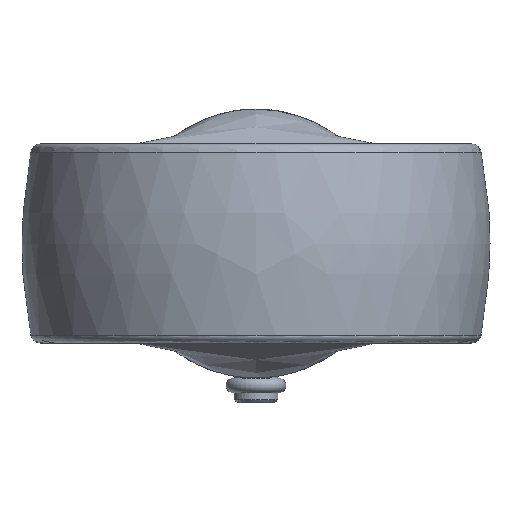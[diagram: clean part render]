
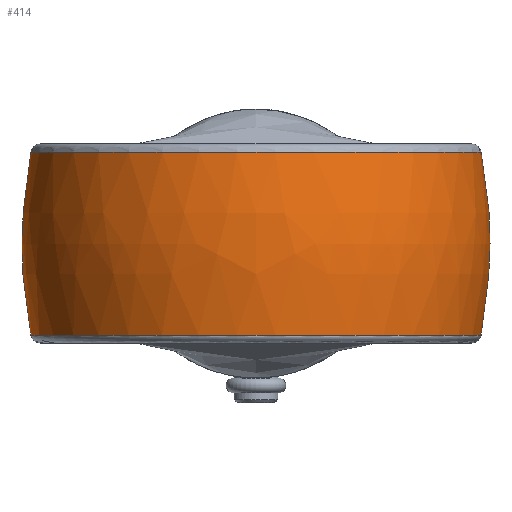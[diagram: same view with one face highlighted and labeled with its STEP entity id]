
A CAD part, left-side view. The second image highlights one B-rep face of the part: STEP entity #414.
In plain terms, the highlighted free-form (B-spline) face has degree [3, 3] with [4, 7] control points.
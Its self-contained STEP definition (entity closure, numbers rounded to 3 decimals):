
#414 = ADVANCED_FACE( '', ( #844 ), #845, .T. );
#844 = FACE_OUTER_BOUND( '', #1443, .T. );
#845 = ( BOUNDED_SURFACE(  )B_SPLINE_SURFACE( 3, 3, ( ( #1446, #1447, #1448, #1449, #1450, #1451, #1452 ), ( #1453, #1454, #1455, #1456, #1457, #1458, #1459 ), ( #1460, #1461, #1462, #1463, #1464, #1465, #1466 ), ( #1467, #1468, #1469, #1470, #1471, #1472, #1473 ) ), .UNSPECIFIED., .F., .F., .F. )B_SPLINE_SURFACE_WITH_KNOTS( ( 4, 4 ), ( 4, 3, 4 ), ( 0.622, 5.661 ), ( -0.185, 0., 0.185 ), .UNSPECIFIED. )GEOMETRIC_REPRESENTATION_ITEM(  )RATIONAL_B_SPLINE_SURFACE( ( ( 1., 0.537, 0.537, 1., 0.537, 0.537, 1. ), ( 0.989, 0.531, 0.531, 0.989, 0.531, 0.531, 0.989 ), ( 0.989, 0.531, 0.531, 0.989, 0.531, 0.531, 0.989 ), ( 1., 0.537, 0.537, 1., 0.537, 0.537, 1. ) ) )REPRESENTATION_ITEM( '' )SURFACE(  ) );
#1443 = EDGE_LOOP( '', ( #2703, #2704, #2705, #2706 ) );
#1446 = CARTESIAN_POINT( '', ( 18.403, 13.204, 9.184 ) );
#1447 = CARTESIAN_POINT( '', ( 2.811, 34.934, 9.184 ) );
#1448 = CARTESIAN_POINT( '', ( -22.649, 26.745, 9.184 ) );
#1449 = CARTESIAN_POINT( '', ( -22.649, 0., 9.184 ) );
#1450 = CARTESIAN_POINT( '', ( -22.649, -26.745, 9.184 ) );
#1451 = CARTESIAN_POINT( '', ( 2.811, -34.934, 9.184 ) );
#1452 = CARTESIAN_POINT( '', ( 18.403, -13.204, 9.184 ) );
#1453 = CARTESIAN_POINT( '', ( 19.327, 13.867, 3.096 ) );
#1454 = CARTESIAN_POINT( '', ( 2.952, 36.688, 3.096 ) );
#1455 = CARTESIAN_POINT( '', ( -23.787, 28.088, 3.096 ) );
#1456 = CARTESIAN_POINT( '', ( -23.787, 0., 3.096 ) );
#1457 = CARTESIAN_POINT( '', ( -23.787, -28.088, 3.096 ) );
#1458 = CARTESIAN_POINT( '', ( 2.952, -36.688, 3.096 ) );
#1459 = CARTESIAN_POINT( '', ( 19.327, -13.867, 3.096 ) );
#1460 = CARTESIAN_POINT( '', ( 19.327, 13.867, -3.096 ) );
#1461 = CARTESIAN_POINT( '', ( 2.952, 36.688, -3.096 ) );
#1462 = CARTESIAN_POINT( '', ( -23.787, 28.088, -3.096 ) );
#1463 = CARTESIAN_POINT( '', ( -23.787, 0., -3.096 ) );
#1464 = CARTESIAN_POINT( '', ( -23.787, -28.088, -3.096 ) );
#1465 = CARTESIAN_POINT( '', ( 2.952, -36.688, -3.096 ) );
#1466 = CARTESIAN_POINT( '', ( 19.327, -13.867, -3.096 ) );
#1467 = CARTESIAN_POINT( '', ( 18.403, 13.204, -9.184 ) );
#1468 = CARTESIAN_POINT( '', ( 2.811, 34.934, -9.184 ) );
#1469 = CARTESIAN_POINT( '', ( -22.649, 26.745, -9.184 ) );
#1470 = CARTESIAN_POINT( '', ( -22.649, 0., -9.184 ) );
#1471 = CARTESIAN_POINT( '', ( -22.649, -26.745, -9.184 ) );
#1472 = CARTESIAN_POINT( '', ( 2.811, -34.934, -9.184 ) );
#1473 = CARTESIAN_POINT( '', ( 18.403, -13.204, -9.184 ) );
#2703 = ORIENTED_EDGE( '', *, *, #3489, .T. );
#2704 = ORIENTED_EDGE( '', *, *, #3490, .T. );
#2705 = ORIENTED_EDGE( '', *, *, #3466, .T. );
#2706 = ORIENTED_EDGE( '', *, *, #3184, .F. );
#3184 = EDGE_CURVE( '', #3622, #3623, #3624, .T. );
#3466 = EDGE_CURVE( '', #4062, #3623, #4065, .T. );
#3489 = EDGE_CURVE( '', #3622, #3869, #4095, .T. );
#3490 = EDGE_CURVE( '', #3869, #4062, #4096, .T. );
#3622 = VERTEX_POINT( '', #4262 );
#3623 = VERTEX_POINT( '', #4263 );
#3624 = CIRCLE( '', #4264, 22.649 );
#3869 = VERTEX_POINT( '', #5055 );
#4062 = VERTEX_POINT( '', #5674 );
#4065 = B_SPLINE_CURVE_WITH_KNOTS( '', 3, ( #5683, #5684, #5685, #5686, #5687, #5688, #5689, #5690, #5691, #5692, #5693, #5694, #5695, #5696, #5697, #5698, #5699, #5700, #5701, #5702 ), .UNSPECIFIED., .F., .F., ( 4, 1, 1, 1, 1, 1, 1, 1, 1, 1, 1, 1, 1, 1, 1, 1, 1, 4 ), ( 0., 0.03, 0.061, 0.092, 0.123, 0.155, 0.186, 0.218, 0.251, 0.375, 0.5, 0.626, 0.751, 0.802, 0.853, 0.902, 0.952, 1. ), .UNSPECIFIED. );
#4095 = B_SPLINE_CURVE_WITH_KNOTS( '', 3, ( #5806, #5807, #5808, #5809, #5810, #5811, #5812, #5813, #5814, #5815, #5816, #5817, #5818, #5819, #5820, #5821, #5822, #5823, #5824, #5825 ), .UNSPECIFIED., .F., .F., ( 4, 1, 1, 1, 1, 1, 1, 1, 1, 1, 1, 1, 1, 1, 1, 1, 1, 4 ), ( 0., 0.03, 0.061, 0.092, 0.123, 0.155, 0.186, 0.218, 0.251, 0.375, 0.501, 0.627, 0.751, 0.802, 0.853, 0.902, 0.952, 1. ), .UNSPECIFIED. );
#4096 = CIRCLE( '', #5826, 22.649 );
#4262 = CARTESIAN_POINT( '', ( 18., 13.748, 9.184 ) );
#4263 = CARTESIAN_POINT( '', ( 18., -13.748, 9.184 ) );
#4264 = AXIS2_PLACEMENT_3D( '', #6122, #6123, #6124 );
#5055 = CARTESIAN_POINT( '', ( 18., 13.748, -9.184 ) );
#5674 = CARTESIAN_POINT( '', ( 18., -13.748, -9.184 ) );
#5683 = CARTESIAN_POINT( '', ( 18., -13.748, -9.184 ) );
#5684 = CARTESIAN_POINT( '', ( 18., -13.802, -9.003 ) );
#5685 = CARTESIAN_POINT( '', ( 18., -13.912, -8.64 ) );
#5686 = CARTESIAN_POINT( '', ( 18., -14.063, -8.089 ) );
#5687 = CARTESIAN_POINT( '', ( 18., -14.206, -7.531 ) );
#5688 = CARTESIAN_POINT( '', ( 18., -14.34, -6.966 ) );
#5689 = CARTESIAN_POINT( '', ( 18., -14.463, -6.393 ) );
#5690 = CARTESIAN_POINT( '', ( 18., -14.577, -5.813 ) );
#5691 = CARTESIAN_POINT( '', ( 18., -14.68, -5.226 ) );
#5692 = CARTESIAN_POINT( '', ( 18., -14.861, -4.069 ) );
#5693 = CARTESIAN_POINT( '', ( 18., -15.052, -2.326 ) );
#5694 = CARTESIAN_POINT( '', ( 18., -15.136, 0.009 ) );
#5695 = CARTESIAN_POINT( '', ( 18., -15.051, 2.346 ) );
#5696 = CARTESIAN_POINT( '', ( 18., -14.845, 4.211 ) );
#5697 = CARTESIAN_POINT( '', ( 18., -14.619, 5.598 ) );
#5698 = CARTESIAN_POINT( '', ( 18., -14.44, 6.522 ) );
#5699 = CARTESIAN_POINT( '', ( 18., -14.234, 7.427 ) );
#5700 = CARTESIAN_POINT( '', ( 18., -14.007, 8.314 ) );
#5701 = CARTESIAN_POINT( '', ( 18., -13.834, 8.895 ) );
#5702 = CARTESIAN_POINT( '', ( 18., -13.748, 9.184 ) );
#5806 = CARTESIAN_POINT( '', ( 18., 13.748, 9.184 ) );
#5807 = CARTESIAN_POINT( '', ( 18., 13.802, 9.003 ) );
#5808 = CARTESIAN_POINT( '', ( 18., 13.912, 8.639 ) );
#5809 = CARTESIAN_POINT( '', ( 18., 14.064, 8.088 ) );
#5810 = CARTESIAN_POINT( '', ( 18., 14.207, 7.53 ) );
#5811 = CARTESIAN_POINT( '', ( 18., 14.34, 6.964 ) );
#5812 = CARTESIAN_POINT( '', ( 18., 14.464, 6.391 ) );
#5813 = CARTESIAN_POINT( '', ( 18., 14.578, 5.81 ) );
#5814 = CARTESIAN_POINT( '', ( 18., 14.681, 5.222 ) );
#5815 = CARTESIAN_POINT( '', ( 18., 14.862, 4.064 ) );
#5816 = CARTESIAN_POINT( '', ( 18., 15.053, 2.318 ) );
#5817 = CARTESIAN_POINT( '', ( 18., 15.136, -0.018 ) );
#5818 = CARTESIAN_POINT( '', ( 18., 15.05, -2.353 ) );
#5819 = CARTESIAN_POINT( '', ( 18., 14.845, -4.215 ) );
#5820 = CARTESIAN_POINT( '', ( 18., 14.619, -5.6 ) );
#5821 = CARTESIAN_POINT( '', ( 18., 14.439, -6.524 ) );
#5822 = CARTESIAN_POINT( '', ( 18., 14.234, -7.428 ) );
#5823 = CARTESIAN_POINT( '', ( 18., 14.007, -8.315 ) );
#5824 = CARTESIAN_POINT( '', ( 18., 13.833, -8.895 ) );
#5825 = CARTESIAN_POINT( '', ( 18., 13.748, -9.184 ) );
#5826 = AXIS2_PLACEMENT_3D( '', #6276, #6277, #6278 );
#6122 = CARTESIAN_POINT( '', ( 0., 0., 9.184 ) );
#6123 = DIRECTION( '', ( 0., 0., 1. ) );
#6124 = DIRECTION( '', ( 1., 0., 0. ) );
#6276 = CARTESIAN_POINT( '', ( 0., 0., -9.184 ) );
#6277 = DIRECTION( '', ( 0., 0., 1. ) );
#6278 = DIRECTION( '', ( 1., 0., 0. ) );
